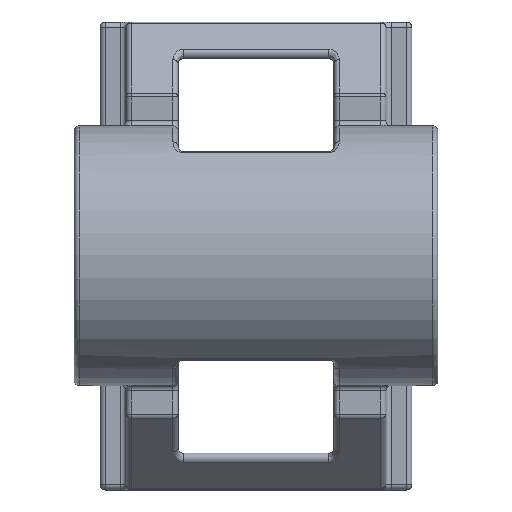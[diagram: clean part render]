
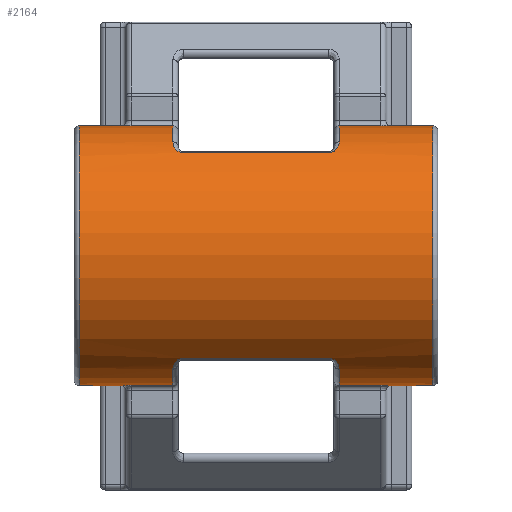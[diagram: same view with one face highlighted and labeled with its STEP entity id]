
A CAD part, top view. The second image highlights one B-rep face of the part: STEP entity #2164.
In plain terms, the highlighted cylindrical face has radius 25 mm (diameter 50 mm), a full revolution.
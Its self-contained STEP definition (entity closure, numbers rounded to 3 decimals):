
#132=B_SPLINE_CURVE_WITH_KNOTS('',3,(#3579,#3580,#3581,#3582,#3583,#3584),
 .UNSPECIFIED.,.F.,.F.,(4,1,1,4),(0.,0.002,0.004,
0.005),.UNSPECIFIED.);
#133=B_SPLINE_CURVE_WITH_KNOTS('',3,(#3590,#3591,#3592,#3593,#3594),
 .UNSPECIFIED.,.F.,.F.,(4,1,4),(0.,0.002,0.003),
 .UNSPECIFIED.);
#134=B_SPLINE_CURVE_WITH_KNOTS('',3,(#3598,#3599,#3600,#3601,#3602),
 .UNSPECIFIED.,.F.,.F.,(4,1,4),(0.,0.002,0.003),
 .UNSPECIFIED.);
#135=B_SPLINE_CURVE_WITH_KNOTS('',3,(#3608,#3609,#3610,#3611,#3612,#3613),
 .UNSPECIFIED.,.F.,.F.,(4,1,1,4),(0.,0.001,0.002,
0.005),.UNSPECIFIED.);
#136=B_SPLINE_CURVE_WITH_KNOTS('',3,(#3617,#3618,#3619,#3620,#3621,#3622),
 .UNSPECIFIED.,.F.,.F.,(4,1,1,4),(0.,0.002,0.004,
0.005),.UNSPECIFIED.);
#137=B_SPLINE_CURVE_WITH_KNOTS('',3,(#3628,#3629,#3630,#3631,#3632),
 .UNSPECIFIED.,.F.,.F.,(4,1,4),(0.,0.002,0.003),
 .UNSPECIFIED.);
#138=B_SPLINE_CURVE_WITH_KNOTS('',3,(#3636,#3637,#3638,#3639,#3640),
 .UNSPECIFIED.,.F.,.F.,(4,1,4),(0.,0.002,0.003),
 .UNSPECIFIED.);
#139=B_SPLINE_CURVE_WITH_KNOTS('',3,(#3646,#3647,#3648,#3649,#3650,#3651),
 .UNSPECIFIED.,.F.,.F.,(4,1,1,4),(0.,0.001,0.002,
0.005),.UNSPECIFIED.);
#148=CYLINDRICAL_SURFACE('',#2340,25.);
#232=CIRCLE('',#2341,25.);
#233=CIRCLE('',#2342,25.);
#234=CIRCLE('',#2343,25.);
#235=CIRCLE('',#2344,25.);
#236=CIRCLE('',#2345,25.);
#237=CIRCLE('',#2346,25.);
#238=CIRCLE('',#2347,25.);
#239=CIRCLE('',#2348,25.);
#448=ORIENTED_EDGE('',*,*,#1096,.T.);
#449=ORIENTED_EDGE('',*,*,#1097,.T.);
#450=ORIENTED_EDGE('',*,*,#1098,.T.);
#451=ORIENTED_EDGE('',*,*,#1099,.T.);
#452=ORIENTED_EDGE('',*,*,#1100,.T.);
#453=ORIENTED_EDGE('',*,*,#1101,.T.);
#454=ORIENTED_EDGE('',*,*,#1102,.F.);
#455=ORIENTED_EDGE('',*,*,#1103,.T.);
#456=ORIENTED_EDGE('',*,*,#1104,.F.);
#457=ORIENTED_EDGE('',*,*,#1105,.T.);
#458=ORIENTED_EDGE('',*,*,#1106,.T.);
#459=ORIENTED_EDGE('',*,*,#1107,.T.);
#460=ORIENTED_EDGE('',*,*,#1108,.T.);
#461=ORIENTED_EDGE('',*,*,#1109,.T.);
#462=ORIENTED_EDGE('',*,*,#1110,.T.);
#463=ORIENTED_EDGE('',*,*,#1111,.T.);
#464=ORIENTED_EDGE('',*,*,#1112,.F.);
#465=ORIENTED_EDGE('',*,*,#1113,.T.);
#466=ORIENTED_EDGE('',*,*,#1114,.F.);
#467=ORIENTED_EDGE('',*,*,#1115,.T.);
#468=ORIENTED_EDGE('',*,*,#1116,.T.);
#469=ORIENTED_EDGE('',*,*,#1117,.T.);
#1096=EDGE_CURVE('',#1420,#1420,#232,.T.);
#1097=EDGE_CURVE('',#1421,#1421,#233,.F.);
#1098=EDGE_CURVE('',#1422,#1423,#1588,.T.);
#1099=EDGE_CURVE('',#1423,#1424,#132,.F.);
#1100=EDGE_CURVE('',#1424,#1425,#234,.F.);
#1101=EDGE_CURVE('',#1425,#1426,#1589,.T.);
#1102=EDGE_CURVE('',#1427,#1426,#133,.T.);
#1103=EDGE_CURVE('',#1427,#1428,#235,.F.);
#1104=EDGE_CURVE('',#1429,#1428,#134,.T.);
#1105=EDGE_CURVE('',#1429,#1430,#1590,.F.);
#1106=EDGE_CURVE('',#1430,#1431,#236,.F.);
#1107=EDGE_CURVE('',#1431,#1432,#135,.F.);
#1108=EDGE_CURVE('',#1432,#1433,#1591,.F.);
#1109=EDGE_CURVE('',#1433,#1434,#136,.F.);
#1110=EDGE_CURVE('',#1434,#1435,#237,.F.);
#1111=EDGE_CURVE('',#1435,#1436,#1592,.F.);
#1112=EDGE_CURVE('',#1437,#1436,#137,.T.);
#1113=EDGE_CURVE('',#1437,#1438,#238,.T.);
#1114=EDGE_CURVE('',#1439,#1438,#138,.T.);
#1115=EDGE_CURVE('',#1439,#1440,#1593,.T.);
#1116=EDGE_CURVE('',#1440,#1441,#239,.F.);
#1117=EDGE_CURVE('',#1441,#1422,#139,.F.);
#1420=VERTEX_POINT('',#3573);
#1421=VERTEX_POINT('',#3575);
#1422=VERTEX_POINT('',#3577);
#1423=VERTEX_POINT('',#3578);
#1424=VERTEX_POINT('',#3585);
#1425=VERTEX_POINT('',#3587);
#1426=VERTEX_POINT('',#3589);
#1427=VERTEX_POINT('',#3595);
#1428=VERTEX_POINT('',#3597);
#1429=VERTEX_POINT('',#3603);
#1430=VERTEX_POINT('',#3605);
#1431=VERTEX_POINT('',#3607);
#1432=VERTEX_POINT('',#3614);
#1433=VERTEX_POINT('',#3616);
#1434=VERTEX_POINT('',#3623);
#1435=VERTEX_POINT('',#3625);
#1436=VERTEX_POINT('',#3627);
#1437=VERTEX_POINT('',#3633);
#1438=VERTEX_POINT('',#3635);
#1439=VERTEX_POINT('',#3641);
#1440=VERTEX_POINT('',#3643);
#1441=VERTEX_POINT('',#3645);
#1588=LINE('',#3576,#1720);
#1589=LINE('',#3588,#1721);
#1590=LINE('',#3604,#1722);
#1591=LINE('',#3615,#1723);
#1592=LINE('',#3626,#1724);
#1593=LINE('',#3642,#1725);
#1720=VECTOR('',#2743,1000.);
#1721=VECTOR('',#2746,1000.);
#1722=VECTOR('',#2749,1000.);
#1723=VECTOR('',#2752,1000.);
#1724=VECTOR('',#2755,1000.);
#1725=VECTOR('',#2758,1000.);
#1817=EDGE_LOOP('',(#448));
#1818=EDGE_LOOP('',(#449));
#1819=EDGE_LOOP('',(#450,#451,#452,#453,#454,#455,#456,#457,#458,#459,#460,
#461,#462,#463,#464,#465,#466,#467,#468,#469));
#1979=FACE_BOUND('',#1817,.T.);
#1980=FACE_BOUND('',#1818,.T.);
#1981=FACE_BOUND('',#1819,.T.);
#2164=ADVANCED_FACE('',(#1979,#1980,#1981),#148,.T.);
#2340=AXIS2_PLACEMENT_3D('',#3571,#2737,#2738);
#2341=AXIS2_PLACEMENT_3D('',#3572,#2739,#2740);
#2342=AXIS2_PLACEMENT_3D('',#3574,#2741,#2742);
#2343=AXIS2_PLACEMENT_3D('',#3586,#2744,#2745);
#2344=AXIS2_PLACEMENT_3D('',#3596,#2747,#2748);
#2345=AXIS2_PLACEMENT_3D('',#3606,#2750,#2751);
#2346=AXIS2_PLACEMENT_3D('',#3624,#2753,#2754);
#2347=AXIS2_PLACEMENT_3D('',#3634,#2756,#2757);
#2348=AXIS2_PLACEMENT_3D('',#3644,#2759,#2760);
#2737=DIRECTION('',(-1.,0.,0.));
#2738=DIRECTION('',(0.,0.,1.));
#2739=DIRECTION('',(1.,0.,0.));
#2740=DIRECTION('',(0.,0.,-1.));
#2741=DIRECTION('',(1.,0.,0.));
#2742=DIRECTION('',(0.,0.,-1.));
#2743=DIRECTION('',(-1.,0.,0.));
#2744=DIRECTION('',(1.,0.,0.));
#2745=DIRECTION('',(0.,1.,0.));
#2746=DIRECTION('',(-1.,0.,0.));
#2747=DIRECTION('',(1.,0.,0.));
#2748=DIRECTION('',(0.,0.,-1.));
#2749=DIRECTION('',(-1.,0.,0.));
#2750=DIRECTION('',(1.,0.,0.));
#2751=DIRECTION('',(0.,1.,0.));
#2752=DIRECTION('',(-1.,0.,0.));
#2753=DIRECTION('',(-1.,0.,0.));
#2754=DIRECTION('',(0.,-1.,0.));
#2755=DIRECTION('',(-1.,0.,0.));
#2756=DIRECTION('',(1.,0.,0.));
#2757=DIRECTION('',(0.,0.,-1.));
#2758=DIRECTION('',(-1.,0.,0.));
#2759=DIRECTION('',(-1.,0.,0.));
#2760=DIRECTION('',(0.,-1.,0.));
#3571=CARTESIAN_POINT('',(35.,0.,60.));
#3572=CARTESIAN_POINT('',(-34.,0.,60.));
#3573=CARTESIAN_POINT('',(-34.,0.,35.));
#3574=CARTESIAN_POINT('',(34.,0.,60.));
#3575=CARTESIAN_POINT('',(34.,0.,35.));
#3576=CARTESIAN_POINT('',(35.,19.792,75.274));
#3577=CARTESIAN_POINT('',(14.,19.792,75.274));
#3578=CARTESIAN_POINT('',(-14.,19.792,75.274));
#3579=CARTESIAN_POINT('',(-16.,21.875,72.103));
#3580=CARTESIAN_POINT('',(-16.,21.496,72.789));
#3581=CARTESIAN_POINT('',(-15.865,20.875,73.791));
#3582=CARTESIAN_POINT('',(-15.121,20.054,74.936));
#3583=CARTESIAN_POINT('',(-14.398,19.792,75.274));
#3584=CARTESIAN_POINT('',(-14.,19.792,75.274));
#3585=CARTESIAN_POINT('',(-16.,21.875,72.103));
#3586=CARTESIAN_POINT('',(-16.,0.,60.));
#3587=CARTESIAN_POINT('',(-16.,24.982,60.962));
#3588=CARTESIAN_POINT('',(35.,24.982,60.962));
#3589=CARTESIAN_POINT('',(-24.,24.982,60.962));
#3590=CARTESIAN_POINT('',(-26.,24.982,59.038));
#3591=CARTESIAN_POINT('',(-26.,25.001,59.557));
#3592=CARTESIAN_POINT('',(-25.541,25.002,60.565));
#3593=CARTESIAN_POINT('',(-24.518,24.982,60.962));
#3594=CARTESIAN_POINT('',(-24.,24.982,60.962));
#3595=CARTESIAN_POINT('',(-26.,24.982,59.038));
#3596=CARTESIAN_POINT('',(-26.,0.,60.));
#3597=CARTESIAN_POINT('',(-26.,-24.982,59.038));
#3598=CARTESIAN_POINT('',(-24.,-24.982,60.962));
#3599=CARTESIAN_POINT('',(-24.518,-24.982,60.962));
#3600=CARTESIAN_POINT('',(-25.543,-25.002,60.563));
#3601=CARTESIAN_POINT('',(-26.,-25.001,59.557));
#3602=CARTESIAN_POINT('',(-26.,-24.982,59.038));
#3603=CARTESIAN_POINT('',(-24.,-24.982,60.962));
#3604=CARTESIAN_POINT('',(35.,-24.982,60.962));
#3605=CARTESIAN_POINT('',(-16.,-24.982,60.962));
#3606=CARTESIAN_POINT('',(-16.,0.,60.));
#3607=CARTESIAN_POINT('',(-16.,-21.875,72.103));
#3608=CARTESIAN_POINT('',(-14.,-19.792,75.274));
#3609=CARTESIAN_POINT('',(-14.398,-19.792,75.274));
#3610=CARTESIAN_POINT('',(-15.121,-20.054,74.937));
#3611=CARTESIAN_POINT('',(-15.867,-20.878,73.787));
#3612=CARTESIAN_POINT('',(-16.,-21.496,72.789));
#3613=CARTESIAN_POINT('',(-16.,-21.875,72.103));
#3614=CARTESIAN_POINT('',(-14.,-19.792,75.274));
#3615=CARTESIAN_POINT('',(35.,-19.792,75.274));
#3616=CARTESIAN_POINT('',(14.,-19.792,75.274));
#3617=CARTESIAN_POINT('',(16.,-21.875,72.103));
#3618=CARTESIAN_POINT('',(16.,-21.496,72.789));
#3619=CARTESIAN_POINT('',(15.865,-20.875,73.791));
#3620=CARTESIAN_POINT('',(15.121,-20.054,74.936));
#3621=CARTESIAN_POINT('',(14.398,-19.792,75.274));
#3622=CARTESIAN_POINT('',(14.,-19.792,75.274));
#3623=CARTESIAN_POINT('',(16.,-21.875,72.103));
#3624=CARTESIAN_POINT('',(16.,0.,60.));
#3625=CARTESIAN_POINT('',(16.,-24.982,60.962));
#3626=CARTESIAN_POINT('',(35.,-24.982,60.962));
#3627=CARTESIAN_POINT('',(24.,-24.982,60.962));
#3628=CARTESIAN_POINT('',(26.,-24.982,59.038));
#3629=CARTESIAN_POINT('',(26.,-25.001,59.557));
#3630=CARTESIAN_POINT('',(25.541,-25.002,60.565));
#3631=CARTESIAN_POINT('',(24.518,-24.982,60.962));
#3632=CARTESIAN_POINT('',(24.,-24.982,60.962));
#3633=CARTESIAN_POINT('',(26.,-24.982,59.038));
#3634=CARTESIAN_POINT('',(26.,0.,60.));
#3635=CARTESIAN_POINT('',(26.,24.982,59.038));
#3636=CARTESIAN_POINT('',(24.,24.982,60.962));
#3637=CARTESIAN_POINT('',(24.518,24.982,60.962));
#3638=CARTESIAN_POINT('',(25.543,25.002,60.563));
#3639=CARTESIAN_POINT('',(26.,25.001,59.557));
#3640=CARTESIAN_POINT('',(26.,24.982,59.038));
#3641=CARTESIAN_POINT('',(24.,24.982,60.962));
#3642=CARTESIAN_POINT('',(35.,24.982,60.962));
#3643=CARTESIAN_POINT('',(16.,24.982,60.962));
#3644=CARTESIAN_POINT('',(16.,0.,60.));
#3645=CARTESIAN_POINT('',(16.,21.875,72.103));
#3646=CARTESIAN_POINT('',(14.,19.792,75.274));
#3647=CARTESIAN_POINT('',(14.398,19.792,75.274));
#3648=CARTESIAN_POINT('',(15.121,20.054,74.937));
#3649=CARTESIAN_POINT('',(15.867,20.878,73.787));
#3650=CARTESIAN_POINT('',(16.,21.496,72.789));
#3651=CARTESIAN_POINT('',(16.,21.875,72.103));
